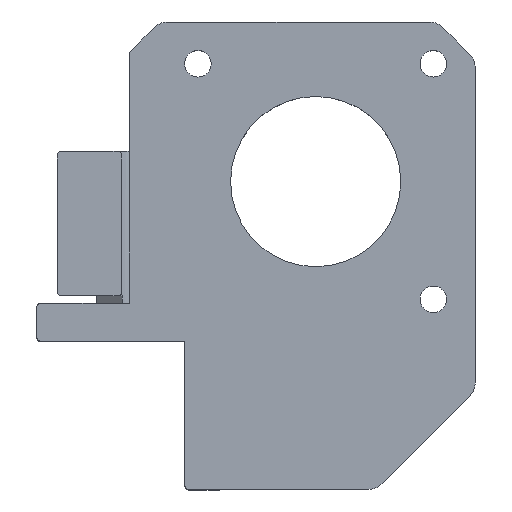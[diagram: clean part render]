
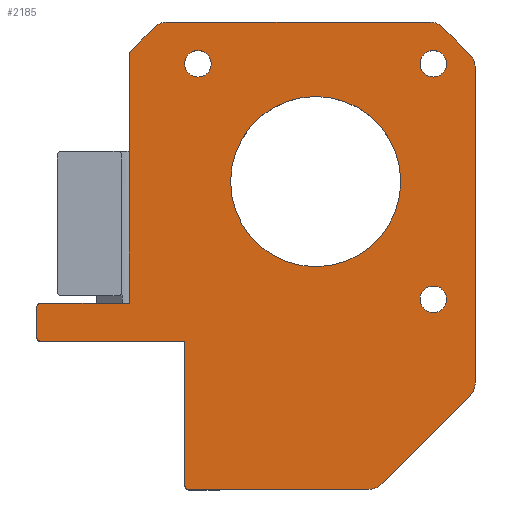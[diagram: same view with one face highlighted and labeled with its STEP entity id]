
A CAD part, top view. The second image highlights one B-rep face of the part: STEP entity #2185.
In plain terms, the highlighted planar face has unit normal (0, 0, 1).
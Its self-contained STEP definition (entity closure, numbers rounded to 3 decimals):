
#115=DIRECTION('',(0.707,0.707,0.));
#116=VECTOR('',#115,4.621);
#117=CARTESIAN_POINT('',(-24.5,17.,0.));
#118=LINE('',#117,#116);
#123=CARTESIAN_POINT('',(-19.464,18.5,0.));
#124=DIRECTION('',(0.,0.,1.));
#125=DIRECTION('',(0.,1.,0.));
#126=AXIS2_PLACEMENT_3D('',#123,#124,#125);
#131=DIRECTION('',(1.,0.,0.));
#132=VECTOR('',#131,34.429);
#133=CARTESIAN_POINT('',(-19.464,21.,0.));
#134=LINE('',#133,#132);
#138=CARTESIAN_POINT('',(14.964,18.5,0.));
#139=DIRECTION('',(0.,0.,1.));
#140=DIRECTION('',(0.707,0.707,0.));
#141=AXIS2_PLACEMENT_3D('',#138,#139,#140);
#146=DIRECTION('',(0.707,-0.707,0.));
#147=VECTOR('',#146,5.);
#148=CARTESIAN_POINT('',(16.732,20.268,0.));
#149=LINE('',#148,#147);
#153=CARTESIAN_POINT('',(18.5,14.964,0.));
#154=DIRECTION('',(0.,0.,1.));
#155=DIRECTION('',(1.,0.,0.));
#156=AXIS2_PLACEMENT_3D('',#153,#154,#155);
#161=DIRECTION('',(0.,-1.,0.));
#162=VECTOR('',#161,41.429);
#163=CARTESIAN_POINT('',(21.,14.964,0.));
#164=LINE('',#163,#162);
#168=CARTESIAN_POINT('',(18.5,-26.464,0.));
#169=DIRECTION('',(0.,0.,1.));
#170=DIRECTION('',(0.707,-0.707,0.));
#171=AXIS2_PLACEMENT_3D('',#168,#169,#170);
#176=CARTESIAN_POINT('',(6.964,-38.,0.));
#177=DIRECTION('',(0.,0.,-1.));
#178=DIRECTION('',(0.707,-0.707,0.));
#179=AXIS2_PLACEMENT_3D('',#176,#177,#178);
#184=CARTESIAN_POINT('',(-16.7,-40.,0.));
#185=DIRECTION('',(0.,0.,-1.));
#186=DIRECTION('',(0.,-1.,0.));
#187=AXIS2_PLACEMENT_3D('',#184,#185,#186);
#192=DIRECTION('',(1.,0.,0.));
#193=VECTOR('',#192,19.);
#194=CARTESIAN_POINT('',(-36.2,-21.,0.));
#195=LINE('',#194,#193);
#199=CARTESIAN_POINT('',(-36.2,-20.5,0.));
#200=DIRECTION('',(0.,0.,-1.));
#201=DIRECTION('',(0.,-1.,0.));
#202=AXIS2_PLACEMENT_3D('',#199,#200,#201);
#207=CARTESIAN_POINT('',(-36.2,-16.5,0.));
#208=DIRECTION('',(0.,0.,-1.));
#209=DIRECTION('',(-1.,0.,0.));
#210=AXIS2_PLACEMENT_3D('',#207,#208,#209);
#215=CARTESIAN_POINT('',(15.5,15.5,0.));
#216=DIRECTION('',(0.,0.,1.));
#217=DIRECTION('',(-1.,0.,0.));
#218=AXIS2_PLACEMENT_3D('',#215,#216,#217);
#223=CARTESIAN_POINT('',(15.5,15.5,0.));
#224=DIRECTION('',(0.,0.,1.));
#225=DIRECTION('',(1.,0.,0.));
#226=AXIS2_PLACEMENT_3D('',#223,#224,#225);
#231=CARTESIAN_POINT('',(15.5,-15.5,0.));
#232=DIRECTION('',(0.,0.,1.));
#233=DIRECTION('',(-1.,0.,0.));
#234=AXIS2_PLACEMENT_3D('',#231,#232,#233);
#239=CARTESIAN_POINT('',(15.5,-15.5,0.));
#240=DIRECTION('',(0.,0.,1.));
#241=DIRECTION('',(1.,0.,0.));
#242=AXIS2_PLACEMENT_3D('',#239,#240,#241);
#247=CARTESIAN_POINT('',(-15.5,15.5,0.));
#248=DIRECTION('',(0.,0.,1.));
#249=DIRECTION('',(-1.,0.,0.));
#250=AXIS2_PLACEMENT_3D('',#247,#248,#249);
#255=CARTESIAN_POINT('',(-15.5,15.5,0.));
#256=DIRECTION('',(0.,0.,1.));
#257=DIRECTION('',(1.,0.,0.));
#258=AXIS2_PLACEMENT_3D('',#255,#256,#257);
#263=CARTESIAN_POINT('',(0.,0.,0.));
#264=DIRECTION('',(0.,0.,1.));
#265=DIRECTION('',(-1.,0.,0.));
#266=AXIS2_PLACEMENT_3D('',#263,#264,#265);
#271=CARTESIAN_POINT('',(0.,0.,0.));
#272=DIRECTION('',(0.,0.,1.));
#273=DIRECTION('',(1.,0.,0.));
#274=AXIS2_PLACEMENT_3D('',#271,#272,#273);
#316=DIRECTION('',(0.,1.,0.));
#317=VECTOR('',#316,33.);
#318=CARTESIAN_POINT('',(-24.5,-16.,0.));
#319=LINE('',#318,#317);
#491=DIRECTION('',(0.,1.,0.));
#492=VECTOR('',#491,19.);
#493=CARTESIAN_POINT('',(-17.2,-40.,0.));
#494=LINE('',#493,#492);
#949=DIRECTION('',(-1.,0.,0.));
#950=VECTOR('',#949,23.664);
#951=CARTESIAN_POINT('',(6.964,-40.5,0.));
#952=LINE('',#951,#950);
#970=DIRECTION('',(-0.707,-0.707,0.));
#971=VECTOR('',#970,16.314);
#972=CARTESIAN_POINT('',(20.268,-28.232,0.));
#973=LINE('',#972,#971);
#1158=DIRECTION('',(1.,0.,0.));
#1159=VECTOR('',#1158,11.7);
#1160=CARTESIAN_POINT('',(-36.2,-16.,0.));
#1161=LINE('',#1160,#1159);
#1795=DIRECTION('',(0.,1.,0.));
#1796=VECTOR('',#1795,4.);
#1797=CARTESIAN_POINT('',(-36.7,-20.5,0.));
#1798=LINE('',#1797,#1796);
#1830=CARTESIAN_POINT('',(-19.464,21.,0.));
#1831=CARTESIAN_POINT('',(14.964,21.,0.));
#1832=VERTEX_POINT('',#1830);
#1833=VERTEX_POINT('',#1831);
#1834=CARTESIAN_POINT('',(-21.232,20.268,0.));
#1836=VERTEX_POINT('',#1834);
#1840=CARTESIAN_POINT('',(16.732,20.268,0.));
#1841=CARTESIAN_POINT('',(20.268,16.732,0.));
#1842=VERTEX_POINT('',#1840);
#1843=VERTEX_POINT('',#1841);
#1846=CARTESIAN_POINT('',(21.,14.964,0.));
#1847=CARTESIAN_POINT('',(21.,-26.464,0.));
#1848=VERTEX_POINT('',#1846);
#1849=VERTEX_POINT('',#1847);
#1851=CARTESIAN_POINT('',(20.268,-28.232,0.));
#1853=VERTEX_POINT('',#1851);
#1863=CARTESIAN_POINT('',(17.25,15.5,0.));
#1865=VERTEX_POINT('',#1863);
#1867=CARTESIAN_POINT('',(13.75,15.5,0.));
#1869=VERTEX_POINT('',#1867);
#1871=CARTESIAN_POINT('',(13.75,-15.5,0.));
#1873=VERTEX_POINT('',#1871);
#1875=CARTESIAN_POINT('',(17.25,-15.5,0.));
#1877=VERTEX_POINT('',#1875);
#1879=CARTESIAN_POINT('',(-13.75,15.5,0.));
#1881=VERTEX_POINT('',#1879);
#1883=CARTESIAN_POINT('',(-17.25,15.5,0.));
#1885=VERTEX_POINT('',#1883);
#1894=CARTESIAN_POINT('',(11.2,0.,0.));
#1896=VERTEX_POINT('',#1894);
#1898=CARTESIAN_POINT('',(-11.2,0.,0.));
#1899=VERTEX_POINT('',#1898);
#1904=CARTESIAN_POINT('',(8.732,-39.768,0.));
#1905=VERTEX_POINT('',#1904);
#1906=CARTESIAN_POINT('',(6.964,-40.5,0.));
#1907=VERTEX_POINT('',#1906);
#2004=CARTESIAN_POINT('',(-36.7,-16.5,0.));
#2005=VERTEX_POINT('',#2004);
#2006=CARTESIAN_POINT('',(-36.2,-16.,0.));
#2007=VERTEX_POINT('',#2006);
#2012=CARTESIAN_POINT('',(-36.2,-21.,0.));
#2013=VERTEX_POINT('',#2012);
#2014=CARTESIAN_POINT('',(-36.7,-20.5,0.));
#2015=VERTEX_POINT('',#2014);
#2016=CARTESIAN_POINT('',(-24.5,-16.,0.));
#2017=VERTEX_POINT('',#2016);
#2018=CARTESIAN_POINT('',(-17.2,-21.,0.));
#2020=VERTEX_POINT('',#2018);
#2034=CARTESIAN_POINT('',(-16.7,-40.5,0.));
#2035=VERTEX_POINT('',#2034);
#2036=CARTESIAN_POINT('',(-17.2,-40.,0.));
#2037=VERTEX_POINT('',#2036);
#2063=CARTESIAN_POINT('',(-24.5,17.,0.));
#2064=VERTEX_POINT('',#2063);
#2116=CARTESIAN_POINT('',(-4.386,-9.683,0.));
#2117=DIRECTION('',(0.,0.,1.));
#2118=DIRECTION('',(1.,0.,0.));
#2119=AXIS2_PLACEMENT_3D('',#2116,#2117,#2118);
#2120=PLANE('',#2119);
#2122=ORIENTED_EDGE('',*,*,#2121,.T.);
#2124=ORIENTED_EDGE('',*,*,#2123,.T.);
#2126=ORIENTED_EDGE('',*,*,#2125,.F.);
#2128=ORIENTED_EDGE('',*,*,#2127,.T.);
#2130=ORIENTED_EDGE('',*,*,#2129,.F.);
#2132=ORIENTED_EDGE('',*,*,#2131,.T.);
#2134=ORIENTED_EDGE('',*,*,#2133,.F.);
#2136=ORIENTED_EDGE('',*,*,#2135,.T.);
#2138=ORIENTED_EDGE('',*,*,#2137,.F.);
#2140=ORIENTED_EDGE('',*,*,#2139,.T.);
#2142=ORIENTED_EDGE('',*,*,#2141,.T.);
#2144=ORIENTED_EDGE('',*,*,#2143,.T.);
#2146=ORIENTED_EDGE('',*,*,#2145,.T.);
#2148=ORIENTED_EDGE('',*,*,#2147,.T.);
#2150=ORIENTED_EDGE('',*,*,#2149,.F.);
#2152=ORIENTED_EDGE('',*,*,#2151,.T.);
#2154=ORIENTED_EDGE('',*,*,#2153,.T.);
#2156=ORIENTED_EDGE('',*,*,#2155,.T.);
#2158=ORIENTED_EDGE('',*,*,#2157,.T.);
#2159=EDGE_LOOP('',(#2122,#2124,#2126,#2128,#2130,#2132,#2134,#2136,#2138,#2140,
#2142,#2144,#2146,#2148,#2150,#2152,#2154,#2156,#2158));
#2160=FACE_OUTER_BOUND('',#2159,.F.);
#2162=ORIENTED_EDGE('',*,*,#2161,.T.);
#2164=ORIENTED_EDGE('',*,*,#2163,.T.);
#2165=EDGE_LOOP('',(#2162,#2164));
#2166=FACE_BOUND('',#2165,.F.);
#2168=ORIENTED_EDGE('',*,*,#2167,.T.);
#2170=ORIENTED_EDGE('',*,*,#2169,.T.);
#2171=EDGE_LOOP('',(#2168,#2170));
#2172=FACE_BOUND('',#2171,.F.);
#2174=ORIENTED_EDGE('',*,*,#2173,.T.);
#2176=ORIENTED_EDGE('',*,*,#2175,.T.);
#2177=EDGE_LOOP('',(#2174,#2176));
#2178=FACE_BOUND('',#2177,.F.);
#2180=ORIENTED_EDGE('',*,*,#2179,.T.);
#2182=ORIENTED_EDGE('',*,*,#2181,.T.);
#2183=EDGE_LOOP('',(#2180,#2182));
#2184=FACE_BOUND('',#2183,.F.);
#127=CIRCLE('',#126,2.5);
#142=CIRCLE('',#141,2.5);
#157=CIRCLE('',#156,2.5);
#172=CIRCLE('',#171,2.5);
#180=CIRCLE('',#179,2.5);
#188=CIRCLE('',#187,0.5);
#203=CIRCLE('',#202,0.5);
#211=CIRCLE('',#210,0.5);
#219=CIRCLE('',#218,1.75);
#227=CIRCLE('',#226,1.75);
#235=CIRCLE('',#234,1.75);
#243=CIRCLE('',#242,1.75);
#251=CIRCLE('',#250,1.75);
#259=CIRCLE('',#258,1.75);
#267=CIRCLE('',#266,11.2);
#275=CIRCLE('',#274,11.2);
#2121=EDGE_CURVE('',#2017,#2064,#319,.T.);
#2123=EDGE_CURVE('',#2064,#1836,#118,.T.);
#2125=EDGE_CURVE('',#1832,#1836,#127,.T.);
#2127=EDGE_CURVE('',#1832,#1833,#134,.T.);
#2129=EDGE_CURVE('',#1842,#1833,#142,.T.);
#2131=EDGE_CURVE('',#1842,#1843,#149,.T.);
#2133=EDGE_CURVE('',#1848,#1843,#157,.T.);
#2135=EDGE_CURVE('',#1848,#1849,#164,.T.);
#2137=EDGE_CURVE('',#1853,#1849,#172,.T.);
#2139=EDGE_CURVE('',#1853,#1905,#973,.T.);
#2141=EDGE_CURVE('',#1905,#1907,#180,.T.);
#2143=EDGE_CURVE('',#1907,#2035,#952,.T.);
#2145=EDGE_CURVE('',#2035,#2037,#188,.T.);
#2147=EDGE_CURVE('',#2037,#2020,#494,.T.);
#2149=EDGE_CURVE('',#2013,#2020,#195,.T.);
#2151=EDGE_CURVE('',#2013,#2015,#203,.T.);
#2153=EDGE_CURVE('',#2015,#2005,#1798,.T.);
#2155=EDGE_CURVE('',#2005,#2007,#211,.T.);
#2157=EDGE_CURVE('',#2007,#2017,#1161,.T.);
#2161=EDGE_CURVE('',#1869,#1865,#219,.T.);
#2163=EDGE_CURVE('',#1865,#1869,#227,.T.);
#2167=EDGE_CURVE('',#1873,#1877,#235,.T.);
#2169=EDGE_CURVE('',#1877,#1873,#243,.T.);
#2173=EDGE_CURVE('',#1885,#1881,#251,.T.);
#2175=EDGE_CURVE('',#1881,#1885,#259,.T.);
#2179=EDGE_CURVE('',#1899,#1896,#267,.T.);
#2181=EDGE_CURVE('',#1896,#1899,#275,.T.);
#2185=ADVANCED_FACE('',(#2160,#2166,#2172,#2178,#2184),#2120,.T.);
